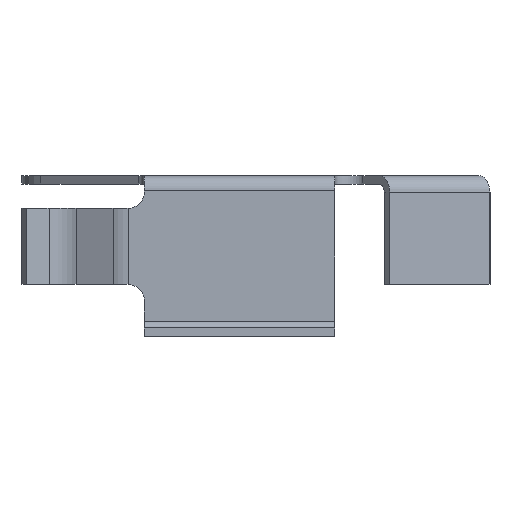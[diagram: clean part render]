
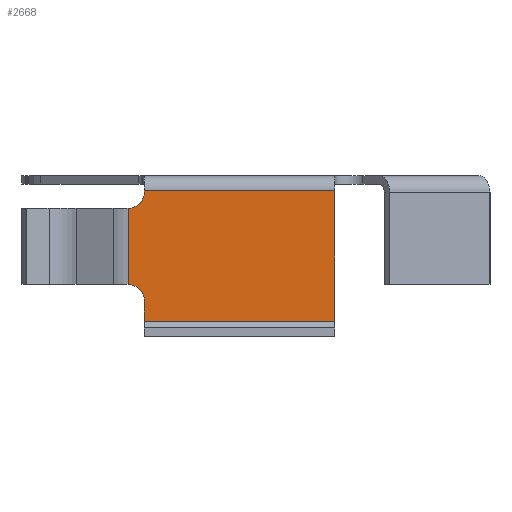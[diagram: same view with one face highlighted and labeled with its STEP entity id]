
A CAD part, left-side view. The second image highlights one B-rep face of the part: STEP entity #2668.
In plain terms, the highlighted planar face has unit normal (-1, 0, 0).
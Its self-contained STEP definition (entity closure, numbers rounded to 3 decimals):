
#1006 = VERTEX_POINT('',#1007);
#1007 = CARTESIAN_POINT('',(-5.302,1.75,0.277));
#1014 = EDGE_CURVE('',#1015,#1006,#1017,.T.);
#1015 = VERTEX_POINT('',#1016);
#1016 = CARTESIAN_POINT('',(-5.302,1.75,0.652));
#1017 = LINE('',#1018,#1019);
#1018 = CARTESIAN_POINT('',(-5.302,1.75,2.952));
#1019 = VECTOR('',#1020,1.);
#1020 = DIRECTION('',(0.,0.,-1.));
#1588 = VERTEX_POINT('',#1589);
#1589 = CARTESIAN_POINT('',(-5.302,2.05,0.952));
#1611 = VERTEX_POINT('',#1612);
#1612 = CARTESIAN_POINT('',(-5.302,2.05,2.352));
#2101 = EDGE_CURVE('',#1588,#1015,#2102,.T.);
#2102 = CIRCLE('',#2103,0.3);
#2103 = AXIS2_PLACEMENT_3D('',#2104,#2105,#2106);
#2104 = CARTESIAN_POINT('',(-5.302,2.05,0.652));
#2105 = DIRECTION('',(1.,0.,0.));
#2106 = DIRECTION('',(0.,-1.,0.));
#2119 = EDGE_CURVE('',#1006,#2120,#2122,.T.);
#2120 = VERTEX_POINT('',#2121);
#2121 = CARTESIAN_POINT('',(-5.302,-1.75,0.277));
#2122 = LINE('',#2123,#2124);
#2123 = CARTESIAN_POINT('',(-5.302,6.,0.277));
#2124 = VECTOR('',#2125,1.);
#2125 = DIRECTION('',(0.,-1.,0.));
#2175 = VERTEX_POINT('',#2176);
#2176 = CARTESIAN_POINT('',(-5.302,-1.75,2.675));
#2183 = EDGE_CURVE('',#2120,#2175,#2184,.T.);
#2184 = LINE('',#2185,#2186);
#2185 = CARTESIAN_POINT('',(-5.302,-1.75,2.675));
#2186 = VECTOR('',#2187,1.);
#2187 = DIRECTION('',(0.,0.,1.));
#2199 = VERTEX_POINT('',#2200);
#2200 = CARTESIAN_POINT('',(-5.302,1.75,2.652));
#2206 = EDGE_CURVE('',#2199,#1611,#2207,.T.);
#2207 = CIRCLE('',#2208,0.3);
#2208 = AXIS2_PLACEMENT_3D('',#2209,#2210,#2211);
#2209 = CARTESIAN_POINT('',(-5.302,2.05,2.652));
#2210 = DIRECTION('',(1.,-0.,0.));
#2211 = DIRECTION('',(0.,1.,0.));
#2222 = EDGE_CURVE('',#1611,#1588,#2223,.T.);
#2223 = LINE('',#2224,#2225);
#2224 = CARTESIAN_POINT('',(-5.302,2.05,2.675));
#2225 = VECTOR('',#2226,1.);
#2226 = DIRECTION('',(0.,0.,-1.));
#2641 = VERTEX_POINT('',#2642);
#2642 = CARTESIAN_POINT('',(-5.302,1.75,2.675));
#2658 = EDGE_CURVE('',#2641,#2199,#2659,.T.);
#2659 = LINE('',#2660,#2661);
#2660 = CARTESIAN_POINT('',(-5.302,1.75,2.675));
#2661 = VECTOR('',#2662,1.);
#2662 = DIRECTION('',(0.,0.,-1.));
#2668 = ADVANCED_FACE('',(#2669),#2684,.T.);
#2669 = FACE_BOUND('',#2670,.T.);
#2670 = EDGE_LOOP('',(#2671,#2672,#2673,#2674,#2675,#2676,#2677,#2683));
#2671 = ORIENTED_EDGE('',*,*,#2206,.T.);
#2672 = ORIENTED_EDGE('',*,*,#2222,.T.);
#2673 = ORIENTED_EDGE('',*,*,#2101,.T.);
#2674 = ORIENTED_EDGE('',*,*,#1014,.T.);
#2675 = ORIENTED_EDGE('',*,*,#2119,.T.);
#2676 = ORIENTED_EDGE('',*,*,#2183,.T.);
#2677 = ORIENTED_EDGE('',*,*,#2678,.F.);
#2678 = EDGE_CURVE('',#2641,#2175,#2679,.T.);
#2679 = LINE('',#2680,#2681);
#2680 = CARTESIAN_POINT('',(-5.302,6.,2.675));
#2681 = VECTOR('',#2682,1.);
#2682 = DIRECTION('',(0.,-1.,0.));
#2683 = ORIENTED_EDGE('',*,*,#2658,.T.);
#2684 = PLANE('',#2685);
#2685 = AXIS2_PLACEMENT_3D('',#2686,#2687,#2688);
#2686 = CARTESIAN_POINT('',(-5.302,6.,2.675));
#2687 = DIRECTION('',(-1.,0.,0.));
#2688 = DIRECTION('',(0.,-1.,0.));
